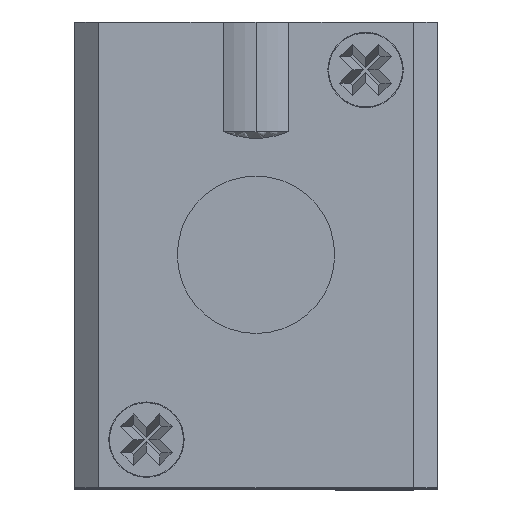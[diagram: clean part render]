
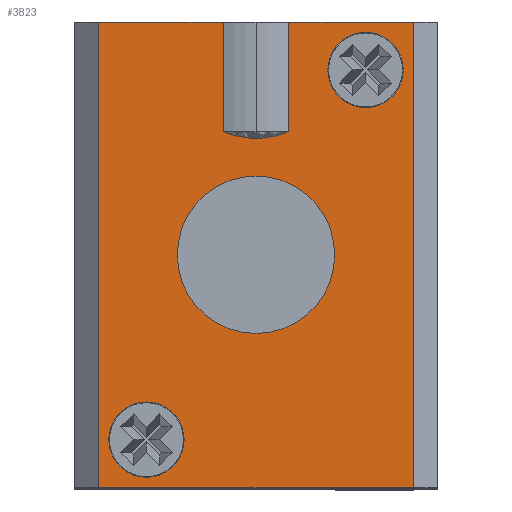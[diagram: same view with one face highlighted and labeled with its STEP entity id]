
A CAD part, top view. The second image highlights one B-rep face of the part: STEP entity #3823.
In plain terms, the highlighted planar face has unit normal (0, 0, 1).
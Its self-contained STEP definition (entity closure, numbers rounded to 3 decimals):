
#67 = EDGE_CURVE ( 'NONE', #3668, #604, #3210, .T. ) ;
#203 = CARTESIAN_POINT ( 'NONE',  ( -11.5, -17., 13. ) ) ;
#204 = DIRECTION ( 'NONE',  ( 1., 0., 0. ) ) ;
#221 = CARTESIAN_POINT ( 'NONE',  ( 2.398, 9., 13. ) ) ;
#222 = DIRECTION ( 'NONE',  ( 0., 1., 0. ) ) ;
#230 = CARTESIAN_POINT ( 'NONE',  ( -11.5, 17., 13. ) ) ;
#231 = DIRECTION ( 'NONE',  ( -1., 0., 0. ) ) ;
#241 = CARTESIAN_POINT ( 'NONE',  ( -11.5, 17., 13. ) ) ;
#242 = DIRECTION ( 'NONE',  ( -1., 0., 0. ) ) ;
#243 = CARTESIAN_POINT ( 'NONE',  ( -11.5, 17., 13. ) ) ;
#244 = DIRECTION ( 'NONE',  ( 0., -1., 0. ) ) ;
#245 = CARTESIAN_POINT ( 'NONE',  ( 11.5, 17., 13. ) ) ;
#246 = DIRECTION ( 'NONE',  ( 0., 1., 0. ) ) ;
#249 = CARTESIAN_POINT ( 'NONE',  ( 8., 13.5, 13. ) ) ;
#250 = DIRECTION ( 'NONE',  ( 0., 0., 1. ) ) ;
#251 = DIRECTION ( 'NONE',  ( 1., 0., 0. ) ) ;
#263 = CARTESIAN_POINT ( 'NONE',  ( 8., 13.5, 13. ) ) ;
#264 = DIRECTION ( 'NONE',  ( 0., 0., 1. ) ) ;
#265 = DIRECTION ( 'NONE',  ( 1., 0., 0. ) ) ;
#439 = CARTESIAN_POINT ( 'NONE',  ( -5.75, 0., 13. ) ) ;
#453 = CARTESIAN_POINT ( 'NONE',  ( -2.398, 9., 13. ) ) ;
#476 = AXIS2_PLACEMENT_3D ( 'NONE', #249, #250, #251 ) ;
#478 = AXIS2_PLACEMENT_3D ( 'NONE', #263, #264, #265 ) ;
#510 = VERTEX_POINT ( 'NONE', #2830 ) ;
#522 = VERTEX_POINT ( 'NONE', #2828 ) ;
#530 = VERTEX_POINT ( 'NONE', #2851 ) ;
#568 = VERTEX_POINT ( 'NONE', #3548 ) ;
#604 = VERTEX_POINT ( 'NONE', #3521 ) ;
#748 = CARTESIAN_POINT ( 'NONE',  ( 0., 14.5, 13. ) ) ;
#749 = DIRECTION ( 'NONE',  ( 0., 0., -1. ) ) ;
#750 = DIRECTION ( 'NONE',  ( 1., 0., 0. ) ) ;
#762 = CARTESIAN_POINT ( 'NONE',  ( 0., 0., 13. ) ) ;
#763 = DIRECTION ( 'NONE',  ( 0., 0., 1. ) ) ;
#764 = DIRECTION ( 'NONE',  ( 1., 0., 0. ) ) ;
#769 = CARTESIAN_POINT ( 'NONE',  ( -8., -13.5, 13. ) ) ;
#770 = DIRECTION ( 'NONE',  ( 0., 0., 1. ) ) ;
#771 = DIRECTION ( 'NONE',  ( 1., 0., 0. ) ) ;
#780 = CARTESIAN_POINT ( 'NONE',  ( 0., 0., 13. ) ) ;
#781 = DIRECTION ( 'NONE',  ( 0., 0., 1. ) ) ;
#782 = DIRECTION ( 'NONE',  ( 1., 0., 0. ) ) ;
#878 = EDGE_CURVE ( 'NONE', #530, #510, #1584, .T. ) ;
#969 = AXIS2_PLACEMENT_3D ( 'NONE', #3419, #3420, #3430 ) ;
#1105 = ORIENTED_EDGE ( 'NONE', *, *, #3970, .F. ) ;
#1260 = EDGE_LOOP ( 'NONE', ( #1105, #3074 ) ) ;
#1264 = EDGE_LOOP ( 'NONE', ( #4250, #4249, #4248, #4247, #4246, #4245, #4244, #4243 ) ) ;
#1266 = EDGE_LOOP ( 'NONE', ( #4254, #4253 ) ) ;
#1273 = EDGE_LOOP ( 'NONE', ( #4252, #4251 ) ) ;
#1395 = CARTESIAN_POINT ( 'NONE',  ( 2.398, 9., 13. ) ) ;
#1402 = CARTESIAN_POINT ( 'NONE',  ( 11.5, 17., 13. ) ) ;
#1407 = CARTESIAN_POINT ( 'NONE',  ( 2.398, 17., 13. ) ) ;
#1409 = CARTESIAN_POINT ( 'NONE',  ( -11.5, -17., 13. ) ) ;
#1507 = VECTOR ( 'NONE', #2869, 1000. ) ;
#1584 = CIRCLE ( 'NONE', #969, 2.75 ) ;
#1851 = FACE_BOUND ( 'NONE', #1260, .T. ) ;
#1852 = FACE_BOUND ( 'NONE', #1266, .T. ) ;
#1853 = FACE_BOUND ( 'NONE', #1273, .T. ) ;
#1854 = FACE_OUTER_BOUND ( 'NONE', #1264, .T. ) ;
#1963 = CIRCLE ( 'NONE', #2752, 6. ) ;
#1973 = CIRCLE ( 'NONE', #2754, 5.75 ) ;
#1978 = CIRCLE ( 'NONE', #2755, 2.75 ) ;
#1987 = CIRCLE ( 'NONE', #2756, 5.75 ) ;
#2337 = PLANE ( 'NONE',  #2683 ) ;
#2338 = CARTESIAN_POINT ( 'NONE',  ( 11.5, -17., 13. ) ) ;
#2339 = DIRECTION ( 'NONE',  ( 0., 0., 1. ) ) ;
#2340 = DIRECTION ( 'NONE',  ( 1., 0., 0. ) ) ;
#2432 = CARTESIAN_POINT ( 'NONE',  ( 11.5, -17., 13. ) ) ;
#2435 = CARTESIAN_POINT ( 'NONE',  ( -11.5, 17., 13. ) ) ;
#2520 = LINE ( 'NONE', #203, #2521 ) ;
#2521 = VECTOR ( 'NONE', #204, 1000. ) ;
#2538 = LINE ( 'NONE', #221, #2539 ) ;
#2539 = VECTOR ( 'NONE', #222, 1000. ) ;
#2544 = LINE ( 'NONE', #230, #2546 ) ;
#2546 = VECTOR ( 'NONE', #231, 1000. ) ;
#2554 = LINE ( 'NONE', #241, #2555 ) ;
#2555 = VECTOR ( 'NONE', #242, 1000. ) ;
#2556 = LINE ( 'NONE', #243, #2557 ) ;
#2557 = VECTOR ( 'NONE', #244, 1000. ) ;
#2558 = LINE ( 'NONE', #245, #2559 ) ;
#2559 = VECTOR ( 'NONE', #246, 1000. ) ;
#2563 = CIRCLE ( 'NONE', #476, 2.75 ) ;
#2573 = CIRCLE ( 'NONE', #478, 2.75 ) ;
#2683 = AXIS2_PLACEMENT_3D ( 'NONE', #2338, #2339, #2340 ) ;
#2752 = AXIS2_PLACEMENT_3D ( 'NONE', #748, #749, #750 ) ;
#2754 = AXIS2_PLACEMENT_3D ( 'NONE', #762, #763, #764 ) ;
#2755 = AXIS2_PLACEMENT_3D ( 'NONE', #769, #770, #771 ) ;
#2756 = AXIS2_PLACEMENT_3D ( 'NONE', #780, #781, #782 ) ;
#2828 = CARTESIAN_POINT ( 'NONE',  ( 5.25, 13.5, 13. ) ) ;
#2830 = CARTESIAN_POINT ( 'NONE',  ( -5.25, -13.5, 13. ) ) ;
#2835 = CARTESIAN_POINT ( 'NONE',  ( -2.398, 9., 13. ) ) ;
#2851 = CARTESIAN_POINT ( 'NONE',  ( -10.75, -13.5, 13. ) ) ;
#2869 = DIRECTION ( 'NONE',  ( 0., 1., 0. ) ) ;
#3074 = ORIENTED_EDGE ( 'NONE', *, *, #3962, .F. ) ;
#3210 = LINE ( 'NONE', #2835, #1507 ) ;
#3419 = CARTESIAN_POINT ( 'NONE',  ( -8., -13.5, 13. ) ) ;
#3420 = DIRECTION ( 'NONE',  ( 0., 0., 1. ) ) ;
#3430 = DIRECTION ( 'NONE',  ( 1., 0., 0. ) ) ;
#3521 = CARTESIAN_POINT ( 'NONE',  ( -2.398, 17., 13. ) ) ;
#3548 = CARTESIAN_POINT ( 'NONE',  ( 5.75, 0., 13. ) ) ;
#3668 = VERTEX_POINT ( 'NONE', #453 ) ;
#3680 = VERTEX_POINT ( 'NONE', #439 ) ;
#3723 = VERTEX_POINT ( 'NONE', #4285 ) ;
#3741 = VERTEX_POINT ( 'NONE', #1407 ) ;
#3742 = VERTEX_POINT ( 'NONE', #1402 ) ;
#3744 = VERTEX_POINT ( 'NONE', #1409 ) ;
#3749 = VERTEX_POINT ( 'NONE', #1395 ) ;
#3761 = VERTEX_POINT ( 'NONE', #2435 ) ;
#3770 = VERTEX_POINT ( 'NONE', #2432 ) ;
#3823 = ADVANCED_FACE ( 'NONE', ( #1851, #1852, #1853, #1854 ), #2337, .T. ) ;
#3956 = EDGE_CURVE ( 'NONE', #3749, #3668, #1963, .T. ) ;
#3962 = EDGE_CURVE ( 'NONE', #3680, #568, #1973, .T. ) ;
#3965 = EDGE_CURVE ( 'NONE', #510, #530, #1978, .T. ) ;
#3970 = EDGE_CURVE ( 'NONE', #568, #3680, #1987, .T. ) ;
#4103 = EDGE_CURVE ( 'NONE', #3744, #3770, #2520, .T. ) ;
#4112 = EDGE_CURVE ( 'NONE', #3749, #3741, #2538, .T. ) ;
#4116 = EDGE_CURVE ( 'NONE', #604, #3761, #2544, .T. ) ;
#4121 = EDGE_CURVE ( 'NONE', #3742, #3741, #2554, .T. ) ;
#4122 = EDGE_CURVE ( 'NONE', #3761, #3744, #2556, .T. ) ;
#4123 = EDGE_CURVE ( 'NONE', #3770, #3742, #2558, .T. ) ;
#4125 = EDGE_CURVE ( 'NONE', #522, #3723, #2563, .T. ) ;
#4131 = EDGE_CURVE ( 'NONE', #3723, #522, #2573, .T. ) ;
#4243 = ORIENTED_EDGE ( 'NONE', *, *, #4121, .T. ) ;
#4244 = ORIENTED_EDGE ( 'NONE', *, *, #4123, .T. ) ;
#4245 = ORIENTED_EDGE ( 'NONE', *, *, #4103, .T. ) ;
#4246 = ORIENTED_EDGE ( 'NONE', *, *, #4122, .T. ) ;
#4247 = ORIENTED_EDGE ( 'NONE', *, *, #4116, .T. ) ;
#4248 = ORIENTED_EDGE ( 'NONE', *, *, #67, .T. ) ;
#4249 = ORIENTED_EDGE ( 'NONE', *, *, #3956, .T. ) ;
#4250 = ORIENTED_EDGE ( 'NONE', *, *, #4112, .F. ) ;
#4251 = ORIENTED_EDGE ( 'NONE', *, *, #878, .F. ) ;
#4252 = ORIENTED_EDGE ( 'NONE', *, *, #3965, .F. ) ;
#4253 = ORIENTED_EDGE ( 'NONE', *, *, #4125, .F. ) ;
#4254 = ORIENTED_EDGE ( 'NONE', *, *, #4131, .F. ) ;
#4285 = CARTESIAN_POINT ( 'NONE',  ( 10.75, 13.5, 13. ) ) ;
